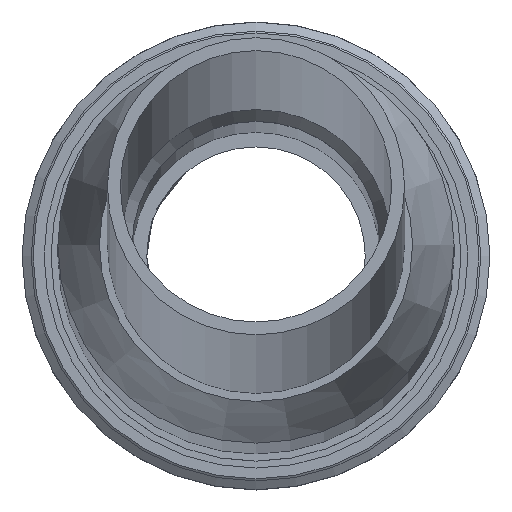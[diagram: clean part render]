
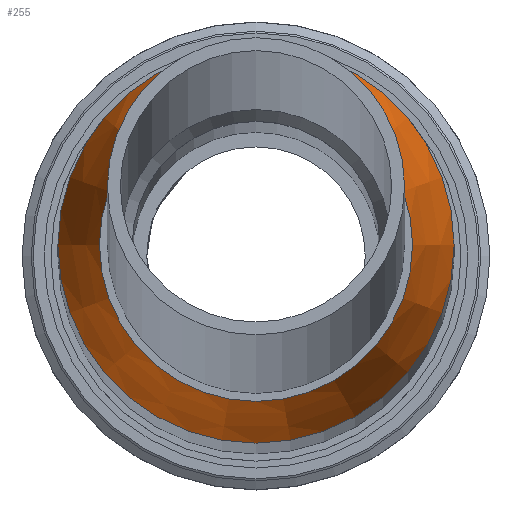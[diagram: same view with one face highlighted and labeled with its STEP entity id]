
A CAD part, top view. The second image highlights one B-rep face of the part: STEP entity #255.
In plain terms, the highlighted conical face has half-angle 15.74 degrees and reference radius 25.4 mm.
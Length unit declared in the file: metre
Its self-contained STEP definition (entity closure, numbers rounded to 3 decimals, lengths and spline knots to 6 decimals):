
#48=ORIENTED_EDGE('',*,*,#89,.T.);
#49=ORIENTED_EDGE('',*,*,#90,.F.);
#89=EDGE_CURVE('',#112,#112,#135,.T.);
#90=EDGE_CURVE('',#113,#113,#136,.T.);
#112=VERTEX_POINT('',#440);
#113=VERTEX_POINT('',#443);
#135=CIRCLE('',#296,0.020073);
#136=CIRCLE('',#298,0.0254);
#163=EDGE_LOOP('',(#48));
#164=EDGE_LOOP('',(#49));
#209=FACE_BOUND('',#163,.T.);
#210=FACE_BOUND('',#164,.T.);
#246=CONICAL_SURFACE('',#297,0.0254,0.275);
#255=ADVANCED_FACE('',(#209,#210),#246,.T.);
#296=AXIS2_PLACEMENT_3D('',#439,#353,#354);
#297=AXIS2_PLACEMENT_3D('',#441,#355,#356);
#298=AXIS2_PLACEMENT_3D('',#442,#357,#358);
#353=DIRECTION('',(0.,0.,-1.));
#354=DIRECTION('',(-1.,0.,0.));
#355=DIRECTION('',(0.,0.,-1.));
#356=DIRECTION('',(-1.,0.,0.));
#357=DIRECTION('',(0.,0.,-1.));
#358=DIRECTION('',(-1.,0.,0.));
#439=CARTESIAN_POINT('',(0.,0.,0.871626));
#440=CARTESIAN_POINT('',(-0.020073,0.,0.871626));
#441=CARTESIAN_POINT('',(0.,0.,0.852724));
#442=CARTESIAN_POINT('',(0.,0.,0.852724));
#443=CARTESIAN_POINT('',(-0.0254,0.,0.852724));
